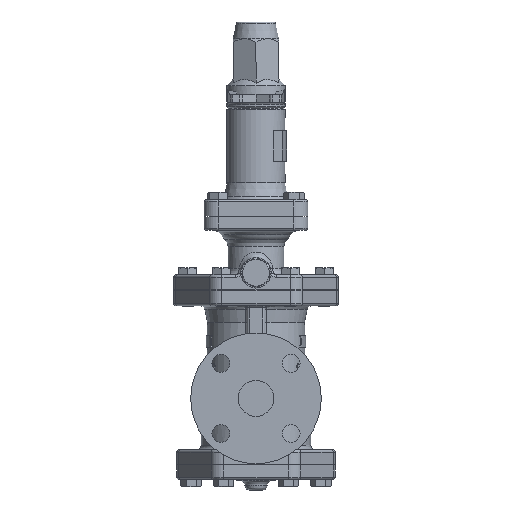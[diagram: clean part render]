
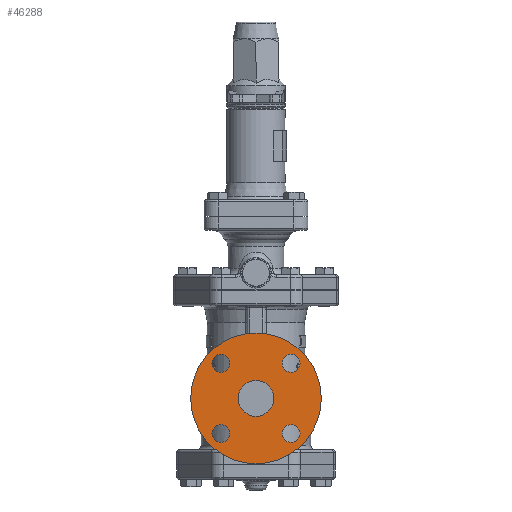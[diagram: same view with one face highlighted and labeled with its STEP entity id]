
A CAD part, left-side view. The second image highlights one B-rep face of the part: STEP entity #46288.
In plain terms, the highlighted planar face has unit normal (-1, 0, 0).
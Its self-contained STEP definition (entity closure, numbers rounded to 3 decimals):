
#45167=CARTESIAN_POINT('',(-103.,0.,117.5));
#45168=VERTEX_POINT('',#45167);
#45169=CARTESIAN_POINT('',(-103.0,0.0,59.0));
#45170=DIRECTION('',(1.0,0.0,0.0));
#45171=DIRECTION('',(0.0,0.0,-1.0));
#45172=AXIS2_PLACEMENT_3D('',#45169,#45170,#45171);
#45173=CIRCLE('',#45172,58.5);
#45174=EDGE_CURVE('',#45168,#45168,#45173,.T.);
#45198=CARTESIAN_POINT('',(-103.0,0.,75.0));
#45199=VERTEX_POINT('',#45198);
#45200=CARTESIAN_POINT('',(-103.0,0.0,59.0));
#45201=DIRECTION('',(1.0,0.0,0.0));
#45202=DIRECTION('',(0.0,0.0,-1.0));
#45203=AXIS2_PLACEMENT_3D('',#45200,#45201,#45202);
#45204=CIRCLE('',#45203,16.0);
#45205=EDGE_CURVE('',#45199,#45199,#45204,.T.);
#45248=CARTESIAN_POINT('',(-103.,39.431,90.431));
#45249=VERTEX_POINT('',#45248);
#45250=CARTESIAN_POINT('',(-103.0,31.431,90.431));
#45251=DIRECTION('',(1.0,0.0,0.0));
#45252=DIRECTION('',(0.0,1.0,0.0));
#45253=AXIS2_PLACEMENT_3D('',#45250,#45251,#45252);
#45254=CIRCLE('',#45253,8.0);
#45255=EDGE_CURVE('',#45249,#45249,#45254,.T.);
#45289=CARTESIAN_POINT('',(-103.,31.431,19.569));
#45290=VERTEX_POINT('',#45289);
#45291=CARTESIAN_POINT('',(-103.0,31.431,27.569));
#45292=DIRECTION('',(1.0,0.0,0.0));
#45293=DIRECTION('',(0.0,0.0,-1.0));
#45294=AXIS2_PLACEMENT_3D('',#45291,#45292,#45293);
#45295=CIRCLE('',#45294,8.0);
#45296=EDGE_CURVE('',#45290,#45290,#45295,.T.);
#45330=CARTESIAN_POINT('',(-103.,-39.431,27.569));
#45331=VERTEX_POINT('',#45330);
#45332=CARTESIAN_POINT('',(-103.0,-31.431,27.569));
#45333=DIRECTION('',(1.0,0.0,0.0));
#45334=DIRECTION('',(0.0,-1.0,0.0));
#45335=AXIS2_PLACEMENT_3D('',#45332,#45333,#45334);
#45336=CIRCLE('',#45335,8.0);
#45337=EDGE_CURVE('',#45331,#45331,#45336,.T.);
#45371=CARTESIAN_POINT('',(-103.,-31.431,98.431));
#45372=VERTEX_POINT('',#45371);
#45373=CARTESIAN_POINT('',(-103.0,-31.431,90.431));
#45374=DIRECTION('',(1.0,0.0,0.0));
#45375=DIRECTION('',(0.0,0.0,1.0));
#45376=AXIS2_PLACEMENT_3D('',#45373,#45374,#45375);
#45377=CIRCLE('',#45376,8.0);
#45378=EDGE_CURVE('',#45372,#45372,#45377,.T.);
#46265=CARTESIAN_POINT('',(-103.0,0.0,59.0));
#46266=DIRECTION('',(1.0,0.0,0.0));
#46267=DIRECTION('',(0.0,0.0,-1.0));
#46268=AXIS2_PLACEMENT_3D('',#46265,#46266,#46267);
#46269=PLANE('',#46268);
#46270=ORIENTED_EDGE('',*,*,#45174,.F.);
#46271=EDGE_LOOP('',(#46270));
#46272=FACE_OUTER_BOUND('',#46271,.T.);
#46273=ORIENTED_EDGE('',*,*,#45205,.T.);
#46274=EDGE_LOOP('',(#46273));
#46275=FACE_BOUND('',#46274,.T.);
#46276=ORIENTED_EDGE('',*,*,#45255,.T.);
#46277=EDGE_LOOP('',(#46276));
#46278=FACE_BOUND('',#46277,.T.);
#46279=ORIENTED_EDGE('',*,*,#45296,.T.);
#46280=EDGE_LOOP('',(#46279));
#46281=FACE_BOUND('',#46280,.T.);
#46282=ORIENTED_EDGE('',*,*,#45337,.T.);
#46283=EDGE_LOOP('',(#46282));
#46284=FACE_BOUND('',#46283,.T.);
#46285=ORIENTED_EDGE('',*,*,#45378,.T.);
#46286=EDGE_LOOP('',(#46285));
#46287=FACE_BOUND('',#46286,.T.);
#46288=ADVANCED_FACE('',(#46272,#46275,#46278,#46281,#46284,#46287),#46269,.F.);
